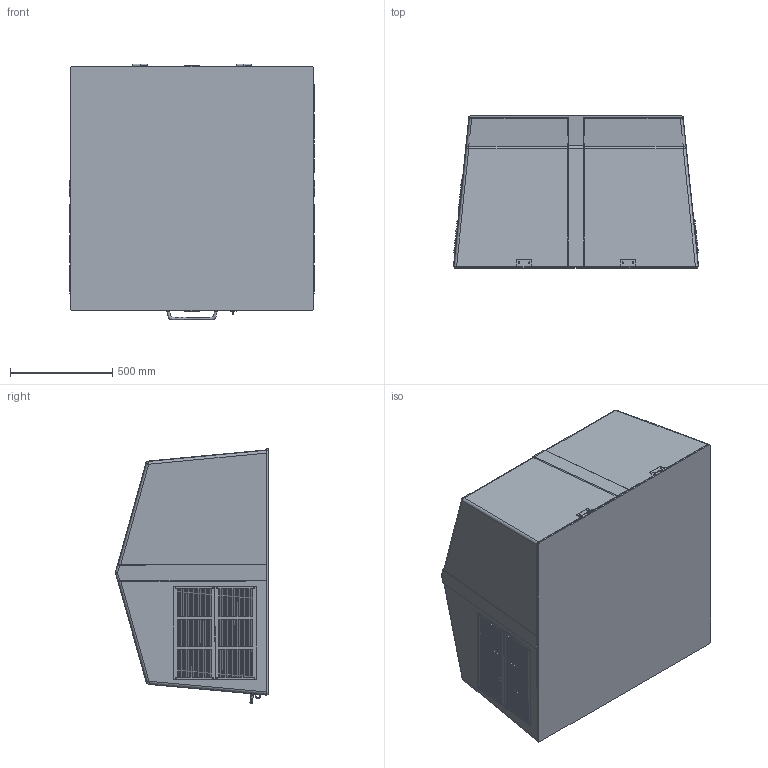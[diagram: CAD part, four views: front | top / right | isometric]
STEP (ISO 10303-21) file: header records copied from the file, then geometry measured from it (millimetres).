
FILE_DESCRIPTION (( 'STEP AP214' ), '1' );
FILE_NAME ('M429.STEP', '2020-10-02T12:26:20', ( '' ), ( '' ), 'SwSTEP 2.0', 'SolidWorks 2020', '' );
FILE_SCHEMA (( 'AUTOMOTIVE_DESIGN' ));
Length unit declared in the file: inch
Products named in the file (1): M429
Bounding box: 1200.18 x 749.31 x 1251.15 mm (x, y, z)
Volume: 156269287.3 mm3; surface area: 11982541.6 mm2
Topology: 15 solids, 15 shells, 1904 faces, 4702 edges, 2676 vertices
Faces by surface type: plane 1664, cylinder 175, bspline 27, cone 26, torus 8, sphere 4
Entity records: 81373 total; most frequent: CARTESIAN_POINT 11676, ORIENTED_EDGE 9404, DIRECTION 8694, EDGE_CURVE 4702, LINE 4228, VECTOR 4228, VERTEX_POINT 2676, AXIS2_PLACEMENT_3D 2233
